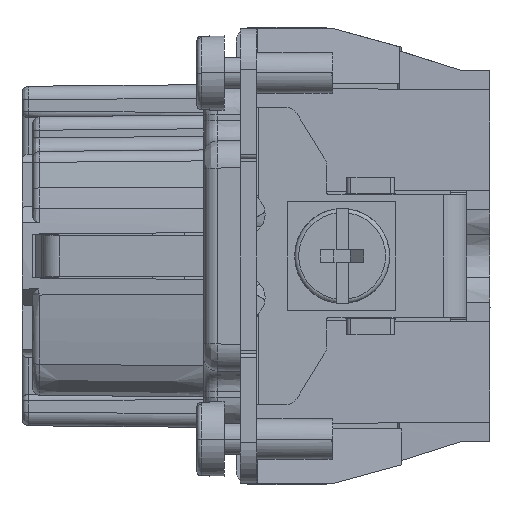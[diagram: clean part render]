
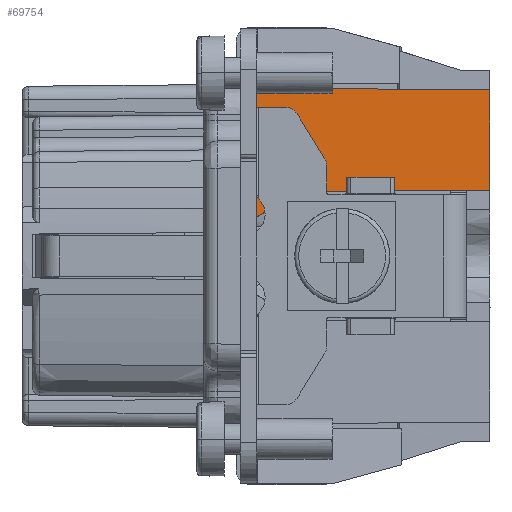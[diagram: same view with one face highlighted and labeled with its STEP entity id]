
A CAD part, left-side view. The second image highlights one B-rep face of the part: STEP entity #69754.
In plain terms, the highlighted planar face has unit normal (-1, -0.009, 0).
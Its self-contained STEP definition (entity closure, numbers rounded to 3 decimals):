
#5751=DIRECTION('',(0.,0.,1.));
#5752=VECTOR('',#5751,7.379);
#5753=CARTESIAN_POINT('',(-31.494,-18.4,4.861));
#5754=LINE('',#5753,#5752);
#12076=CARTESIAN_POINT('',(-31.646,-0.991,
12.391));
#13915=DIRECTION('',(-0.009,1.,0.009));
#13916=VECTOR('',#13915,17.41);
#13917=CARTESIAN_POINT('',(-31.494,-18.4,12.239));
#13918=LINE('',#13917,#13916);
#13937=DIRECTION('',(-0.009,1.,-0.009));
#13938=VECTOR('',#13937,15.851);
#13939=CARTESIAN_POINT('',(-31.494,-18.4,4.861));
#13940=LINE('',#13939,#13938);
#13941=CARTESIAN_POINT('',(-31.646,-0.997,
4.241));
#13942=CARTESIAN_POINT('',(-31.646,-0.997,
3.744));
#13943=CARTESIAN_POINT('',(-31.646,-1.,3.247));
#13944=CARTESIAN_POINT('',(-31.646,-1.,2.75));
#13946=DIRECTION('',(0.,0.001,1.));
#13947=VECTOR('',#13946,8.15);
#13948=CARTESIAN_POINT('',(-31.646,-0.997,
4.241));
#13949=LINE('',#13948,#13947);
#13967=DIRECTION('',(0.,0.,-1.));
#13968=VECTOR('',#13967,1.072);
#13969=CARTESIAN_POINT('',(-31.633,-2.55,4.722));
#13970=LINE('',#13969,#13968);
#17170=DIRECTION('',(-0.008,0.865,-0.502));
#17171=VECTOR('',#17170,1.792);
#17172=CARTESIAN_POINT('',(-31.633,-2.55,3.65));
#17173=LINE('',#17172,#17171);
#45167=VERTEX_POINT('',#12076);
#45278=CARTESIAN_POINT('',(-31.633,-2.55,3.65));
#45279=VERTEX_POINT('',#45278);
#45314=CARTESIAN_POINT('',(-31.646,-1.,2.75));
#45315=VERTEX_POINT('',#45314);
#45373=CARTESIAN_POINT('',(-31.646,-0.997,
4.241));
#45374=VERTEX_POINT('',#45373);
#45401=CARTESIAN_POINT('',(-31.633,-2.55,4.722));
#45402=VERTEX_POINT('',#45401);
#45804=CARTESIAN_POINT('',(-31.494,-18.4,4.861));
#45805=VERTEX_POINT('',#45804);
#45911=CARTESIAN_POINT('',(-31.494,-18.4,12.239));
#45912=VERTEX_POINT('',#45911);
#69738=CARTESIAN_POINT('',(-31.655,0.,13.6));
#69739=DIRECTION('',(-1.,-0.009,0.));
#69740=DIRECTION('',(0.,0.,-1.));
#69741=AXIS2_PLACEMENT_3D('',#69738,#69739,#69740);
#69742=PLANE('',#69741);
#69743=ORIENTED_EDGE('',*,*,#69714,.F.);
#69744=ORIENTED_EDGE('',*,*,#60544,.F.);
#69745=ORIENTED_EDGE('',*,*,#60399,.T.);
#69747=ORIENTED_EDGE('',*,*,#69746,.T.);
#69749=ORIENTED_EDGE('',*,*,#69748,.T.);
#69750=ORIENTED_EDGE('',*,*,#66457,.F.);
#69751=ORIENTED_EDGE('',*,*,#66524,.T.);
#69752=EDGE_LOOP('',(#69743,#69744,#69745,#69747,#69749,#69750,#69751));
#69753=FACE_OUTER_BOUND('',#69752,.F.);
#69754=ADVANCED_FACE('',(#69753),#69742,.T.);
#13945=B_SPLINE_CURVE_WITH_KNOTS('',3,(#13941,#13942,#13943,#13944),
.UNSPECIFIED.,.F.,.F.,(4,4),(0.,1.),.UNSPECIFIED.);
#60399=EDGE_CURVE('',#45805,#45402,#13940,.T.);
#60544=EDGE_CURVE('',#45805,#45912,#5754,.T.);
#66457=EDGE_CURVE('',#45374,#45315,#13945,.T.);
#66524=EDGE_CURVE('',#45374,#45167,#13949,.T.);
#69714=EDGE_CURVE('',#45912,#45167,#13918,.T.);
#69746=EDGE_CURVE('',#45402,#45279,#13970,.T.);
#69748=EDGE_CURVE('',#45279,#45315,#17173,.T.);
